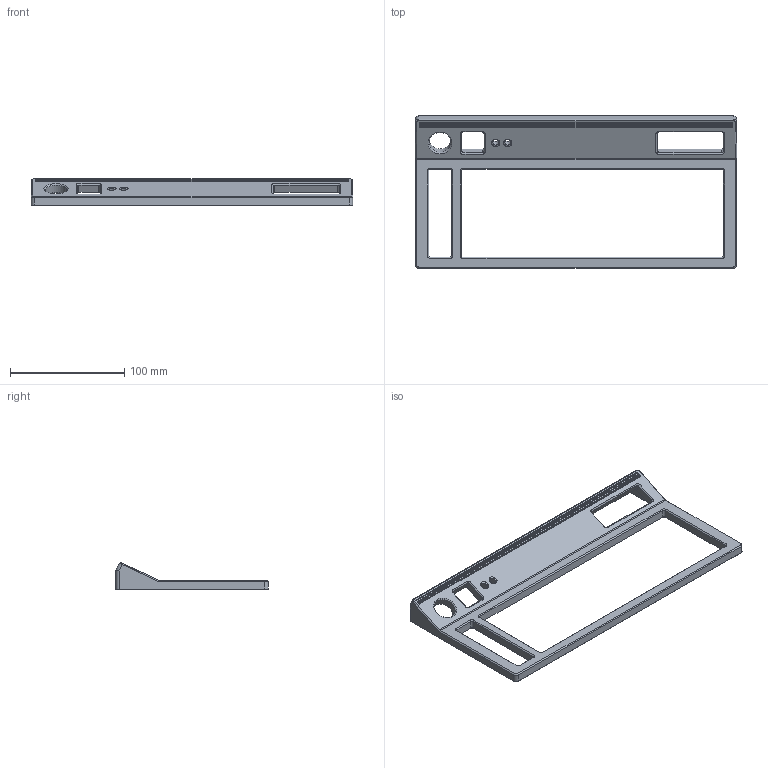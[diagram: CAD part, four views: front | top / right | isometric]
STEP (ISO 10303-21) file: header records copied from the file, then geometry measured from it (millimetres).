
FILE_DESCRIPTION(/* description */ (''),/* implementation_level */ '2;1');
FILE_NAME(/* name */ 'Ave_Top-Case_Rev22.5.step',/* time_stamp */ '2020-04-15T20:26:54-05:00',/* author */ (''),/* organization */ (''),/* preprocessor_version */ 'ST-DEVELOPER v18.1',/* originating_system */ 'Autodesk Translation Framework v9.2.0.1227',/* authorisation */ '');
FILE_SCHEMA (('AUTOMOTIVE_DESIGN { 1 0 10303 214 3 1 1 }'));
Length unit declared in the file: millimetre
Products named in the file (1): Top Panel
Bounding box: 281.18 x 133.41 x 23.58 mm (x, y, z)
Volume: 135489.7 mm3; surface area: 52385.7 mm2
Topology: 1 solids, 1 shells, 207 faces, 480 edges, 301 vertices
Faces by surface type: plane 107, cylinder 69, cone 31
Full cylindrical faces by diameter (mm): 2 x19, 5.25 x2, 19.05 x1
Entity records: 5912 total; most frequent: DIRECTION 1069, CARTESIAN_POINT 989, ORIENTED_EDGE 960, EDGE_CURVE 480, AXIS2_PLACEMENT_3D 381, LINE 307, VECTOR 307, VERTEX_POINT 301
